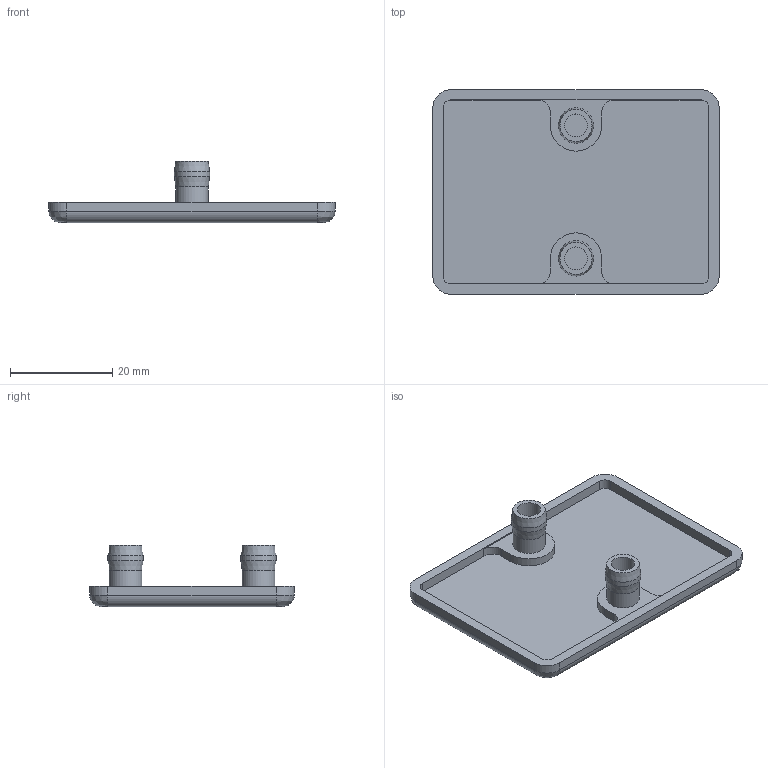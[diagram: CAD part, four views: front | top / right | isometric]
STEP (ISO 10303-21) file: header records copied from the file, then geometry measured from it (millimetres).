
FILE_DESCRIPTION((''),'2;1');
FILE_NAME('SZ0070S-A.stp','2013-08-20T10:23:03',('janine behrens'),(''),'Autodesk Inventor 2012','Autodesk Inventor 2012','');
FILE_SCHEMA(('AUTOMOTIVE_DESIGN { 1 0 10303 214 1 1 1 1 }'));
Length unit declared in the file: millimetre
Products named in the file (1): SZ0070S-A
Bounding box: 56 x 40 x 12 mm (x, y, z)
Volume: 5590.8 mm3; surface area: 5990.9 mm2
Topology: 1 solids, 1 shells, 53 faces, 124 edges, 78 vertices
Faces by surface type: cylinder 24, plane 21, cone 4, bspline 4
Full cylindrical faces by diameter (mm): 4.5 x2, 6.4 x2, 6.9 x2
Entity records: 1656 total; most frequent: CARTESIAN_POINT 422, DIRECTION 268, ORIENTED_EDGE 228, EDGE_CURVE 114, AXIS2_PLACEMENT_3D 104, VERTEX_POINT 78, EDGE_LOOP 68, VECTOR 60
